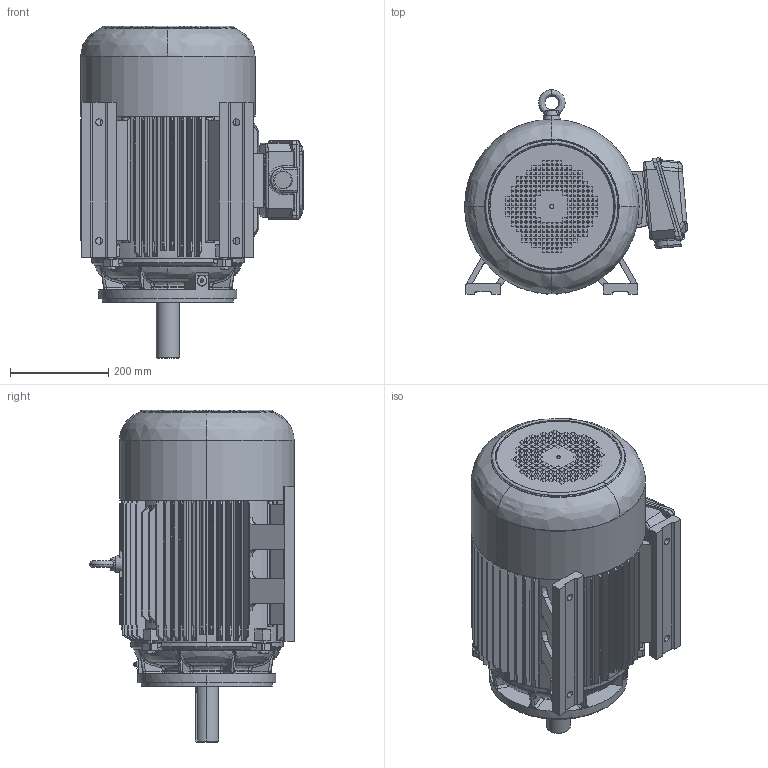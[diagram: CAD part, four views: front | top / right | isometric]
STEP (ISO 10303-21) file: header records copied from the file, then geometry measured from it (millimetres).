
FILE_DESCRIPTION (( 'STEP AP214' ), '1' );
FILE_NAME ('PEWWE-284TC-4,6,8.STEP', '2018-07-17T22:09:42', ( '' ), ( '' ), 'SwSTEP 2.0', 'SolidWorks 2017', '' );
FILE_SCHEMA (( 'AUTOMOTIVE_DESIGN' ));
Length unit declared in the file: inch
Products named in the file (1): PEWWE-284TC-4,6,8
Bounding box: 453.42 x 415.9 x 675 mm (x, y, z)
Volume: 9680931 mm3; surface area: 2444347.7 mm2
Topology: 20 solids, 21 shells, 2804 faces, 7330 edges, 4820 vertices
Faces by surface type: plane 1711, cylinder 618, bspline 352, cone 121, torus 2
Entity records: 117679 total; most frequent: CARTESIAN_POINT 52865, ORIENTED_EDGE 14592, DIRECTION 11178, EDGE_CURVE 7296, VERTEX_POINT 4820, LINE 4418, VECTOR 4418, AXIS2_PLACEMENT_3D 3380
